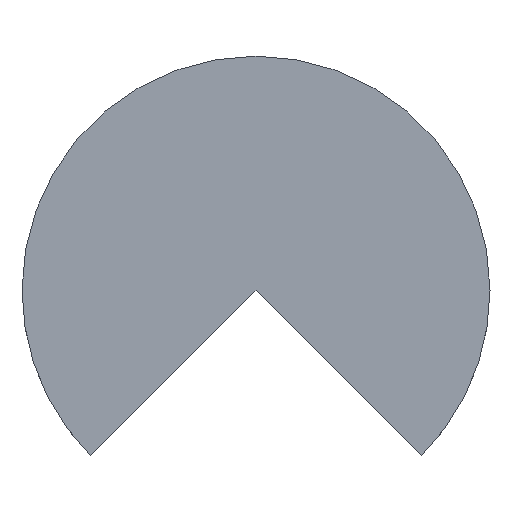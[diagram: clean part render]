
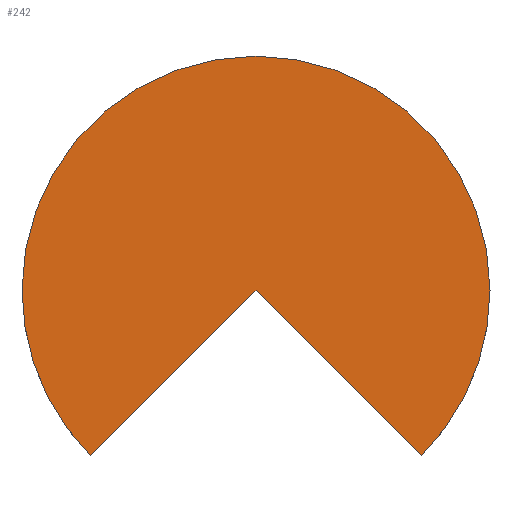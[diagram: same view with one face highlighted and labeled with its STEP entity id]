
A CAD part, top view. The second image highlights one B-rep face of the part: STEP entity #242.
In plain terms, the highlighted planar face has unit normal (0, 0, 1).
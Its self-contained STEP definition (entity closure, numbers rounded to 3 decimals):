
#2 = AXIS2_PLACEMENT_3D ( 'NONE', #115, #93, #174 ) ;
#9 = CARTESIAN_POINT ( 'NONE',  ( 0., 0., 8750. ) ) ;
#10 = EDGE_CURVE ( 'NONE', #210, #42, #231, .T. ) ;
#11 = CARTESIAN_POINT ( 'NONE',  ( 0., 0., 8750. ) ) ;
#17 = AXIS2_PLACEMENT_3D ( 'NONE', #9, #135, #53 ) ;
#20 = EDGE_CURVE ( 'NONE', #258, #164, #143, .T. ) ;
#28 = DIRECTION ( 'NONE',  ( 0., 0., 1. ) ) ;
#29 = AXIS2_PLACEMENT_3D ( 'NONE', #88, #28, #254 ) ;
#42 = VERTEX_POINT ( 'NONE', #69 ) ;
#45 = CARTESIAN_POINT ( 'NONE',  ( 0., 0., 8750. ) ) ;
#51 = CARTESIAN_POINT ( 'NONE',  ( 0., 0., 8750. ) ) ;
#53 = DIRECTION ( 'NONE',  ( 1., 0., 0. ) ) ;
#63 = AXIS2_PLACEMENT_3D ( 'NONE', #51, #198, #262 ) ;
#69 = CARTESIAN_POINT ( 'NONE',  ( -16970.563, -16970.563, 8750. ) ) ;
#88 = CARTESIAN_POINT ( 'NONE',  ( 0., 0., 8750. ) ) ;
#91 = CARTESIAN_POINT ( 'NONE',  ( -24000., 0., 8750. ) ) ;
#93 = DIRECTION ( 'NONE',  ( 0., 0., 1. ) ) ;
#97 = CARTESIAN_POINT ( 'NONE',  ( 24000., 0., 8750. ) ) ;
#105 = ORIENTED_EDGE ( 'NONE', *, *, #20, .T. ) ;
#114 = CARTESIAN_POINT ( 'NONE',  ( 0., 0., 8750. ) ) ;
#115 = CARTESIAN_POINT ( 'NONE',  ( 0., 0., 8750. ) ) ;
#119 = VECTOR ( 'NONE', #132, 1000. ) ;
#127 = ORIENTED_EDGE ( 'NONE', *, *, #10, .F. ) ;
#132 = DIRECTION ( 'NONE',  ( 0.707, -0.707, 0. ) ) ;
#135 = DIRECTION ( 'NONE',  ( 0., 0., 1. ) ) ;
#143 = CIRCLE ( 'NONE', #29, 24000. ) ;
#149 = EDGE_LOOP ( 'NONE', ( #127, #194, #213, #105, #214 ) ) ;
#151 = VECTOR ( 'NONE', #236, 1000. ) ;
#153 = FACE_OUTER_BOUND ( 'NONE', #149, .T. ) ;
#156 = CIRCLE ( 'NONE', #63, 24000. ) ;
#164 = VERTEX_POINT ( 'NONE', #91 ) ;
#174 = DIRECTION ( 'NONE',  ( 1., 0., 0. ) ) ;
#175 = LINE ( 'NONE', #114, #119 ) ;
#176 = EDGE_CURVE ( 'NONE', #210, #209, #175, .T. ) ;
#193 = CIRCLE ( 'NONE', #2, 24000. ) ;
#194 = ORIENTED_EDGE ( 'NONE', *, *, #176, .T. ) ;
#198 = DIRECTION ( 'NONE',  ( 0., 0., 1. ) ) ;
#200 = CARTESIAN_POINT ( 'NONE',  ( 16970.563, -16970.563, 8750. ) ) ;
#209 = VERTEX_POINT ( 'NONE', #200 ) ;
#210 = VERTEX_POINT ( 'NONE', #11 ) ;
#213 = ORIENTED_EDGE ( 'NONE', *, *, #257, .T. ) ;
#214 = ORIENTED_EDGE ( 'NONE', *, *, #266, .T. ) ;
#221 = PLANE ( 'NONE',  #17 ) ;
#231 = LINE ( 'NONE', #45, #151 ) ;
#236 = DIRECTION ( 'NONE',  ( -0.707, -0.707, 0. ) ) ;
#242 = ADVANCED_FACE ( 'NONE', ( #153 ), #221, .T. ) ;
#254 = DIRECTION ( 'NONE',  ( 1., 0., 0. ) ) ;
#257 = EDGE_CURVE ( 'NONE', #209, #258, #193, .T. ) ;
#258 = VERTEX_POINT ( 'NONE', #97 ) ;
#262 = DIRECTION ( 'NONE',  ( 1., 0., 0. ) ) ;
#266 = EDGE_CURVE ( 'NONE', #164, #42, #156, .T. ) ;
